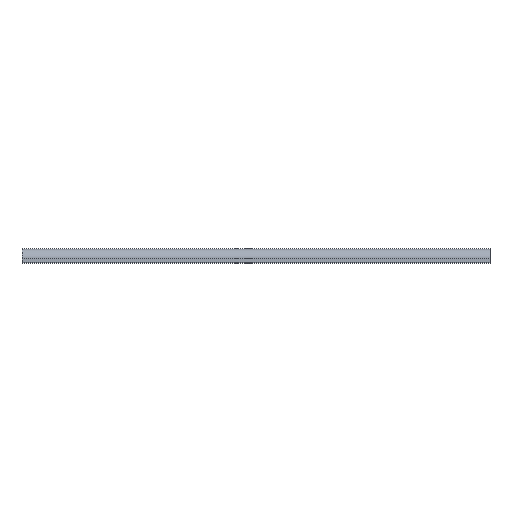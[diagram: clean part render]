
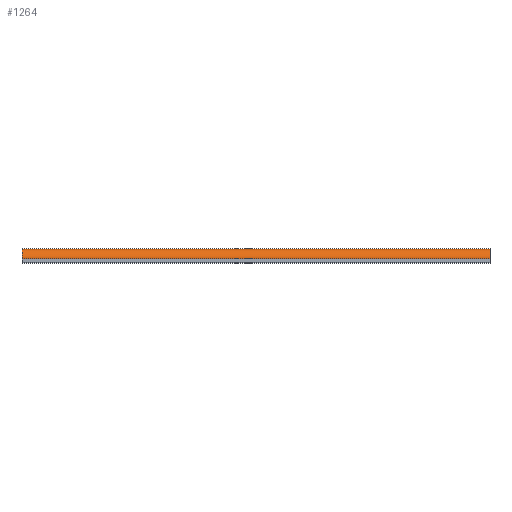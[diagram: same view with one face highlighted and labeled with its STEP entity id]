
A CAD part, top view. The second image highlights one B-rep face of the part: STEP entity #1264.
In plain terms, the highlighted cylindrical face has radius 32 mm (diameter 64 mm), a partial arc.
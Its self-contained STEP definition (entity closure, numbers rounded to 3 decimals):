
#30=CYLINDRICAL_SURFACE('',#1361,32.);
#86=FACE_OUTER_BOUND('',#152,.T.);
#152=EDGE_LOOP('',(#1048,#1049,#1050,#1051));
#179=CIRCLE('',#1291,32.);
#204=CIRCLE('',#1362,32.);
#314=LINE('',#2001,#461);
#328=LINE('',#2037,#475);
#461=VECTOR('',#1620,1.);
#475=VECTOR('',#1662,1.);
#503=VERTEX_POINT('',#1732);
#537=VERTEX_POINT('',#1800);
#601=VERTEX_POINT('',#2000);
#609=VERTEX_POINT('',#2036);
#659=EDGE_CURVE('',#503,#537,#179,.T.);
#758=EDGE_CURVE('',#601,#503,#314,.T.);
#776=EDGE_CURVE('',#609,#537,#328,.T.);
#777=EDGE_CURVE('',#601,#609,#204,.T.);
#1048=ORIENTED_EDGE('',*,*,#659,.T.);
#1049=ORIENTED_EDGE('',*,*,#776,.F.);
#1050=ORIENTED_EDGE('',*,*,#777,.F.);
#1051=ORIENTED_EDGE('',*,*,#758,.T.);
#1264=ADVANCED_FACE('',(#86),#30,.T.);
#1291=AXIS2_PLACEMENT_3D('',#1802,#1428,#1429);
#1361=AXIS2_PLACEMENT_3D('',#2035,#1660,#1661);
#1362=AXIS2_PLACEMENT_3D('',#2038,#1663,#1664);
#1428=DIRECTION('center_axis',(-1.,0.,0.));
#1429=DIRECTION('ref_axis',(0.,0.,1.));
#1620=DIRECTION('',(1.,0.,0.));
#1660=DIRECTION('center_axis',(1.,0.,0.));
#1661=DIRECTION('ref_axis',(0.,0.,1.));
#1662=DIRECTION('',(1.,0.,0.));
#1663=DIRECTION('center_axis',(-1.,0.,0.));
#1664=DIRECTION('ref_axis',(0.,0.,1.));
#1732=CARTESIAN_POINT('',(1500.,-9.5,22.583));
#1800=CARTESIAN_POINT('',(1500.,22.5,-9.417));
#1802=CARTESIAN_POINT('Origin',(1500.,-9.5,-9.417));
#2000=CARTESIAN_POINT('',(0.,-9.5,22.583));
#2001=CARTESIAN_POINT('',(0.,-9.5,22.583));
#2035=CARTESIAN_POINT('Origin',(0.,-9.5,-9.417));
#2036=CARTESIAN_POINT('',(0.,22.5,-9.417));
#2037=CARTESIAN_POINT('',(0.,22.5,-9.417));
#2038=CARTESIAN_POINT('Origin',(0.,-9.5,-9.417));
